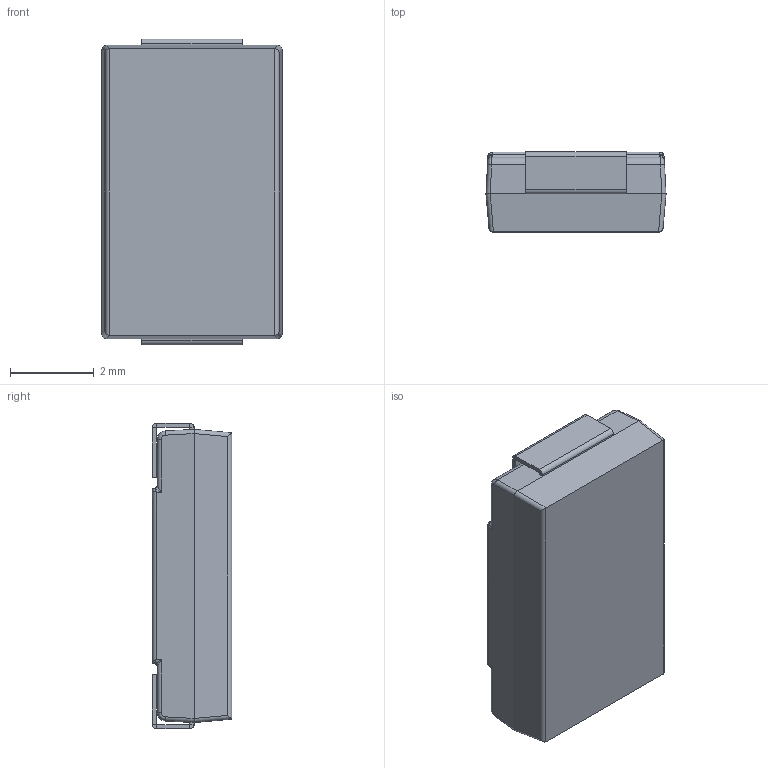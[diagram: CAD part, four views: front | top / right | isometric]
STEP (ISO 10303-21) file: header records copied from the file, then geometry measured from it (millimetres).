
FILE_DESCRIPTION (( 'STEP AP214' ), '1' );
FILE_NAME ('D2.STEP', '2019-07-31T06:26:09', ( '全社標準PC（ver1803）' ), ( 'パナソニック株式会社' ), 'SwSTEP 2.0', 'SolidWorks 2019', '' );
FILE_SCHEMA (( 'AUTOMOTIVE_DESIGN' ));
Length unit declared in the file: millimetre
Products named in the file (1): D2
Bounding box: 4.3 x 1.9 x 7.3 mm (x, y, z)
Surface area: 119.8 mm2 (no closed solid volume)
Topology: 0 solids, 3 shells, 92 faces, 244 edges, 140 vertices
Faces by surface type: plane 46, cylinder 30, bspline 16
Entity records: 3889 total; most frequent: CARTESIAN_POINT 873, ORIENTED_EDGE 420, DIRECTION 382, EDGE_CURVE 236, VECTOR 140, LINE 140, VERTEX_POINT 140, AXIS2_PLACEMENT_3D 121
